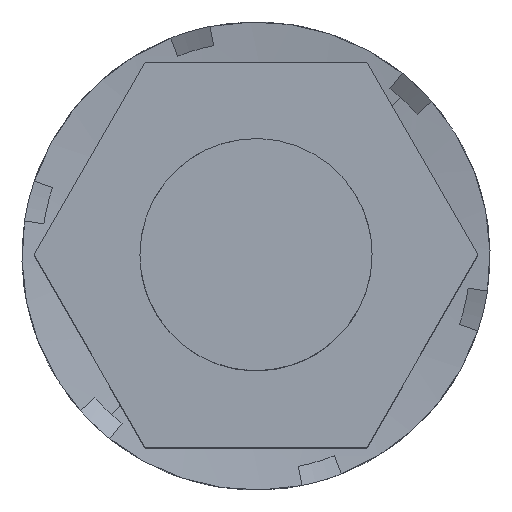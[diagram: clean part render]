
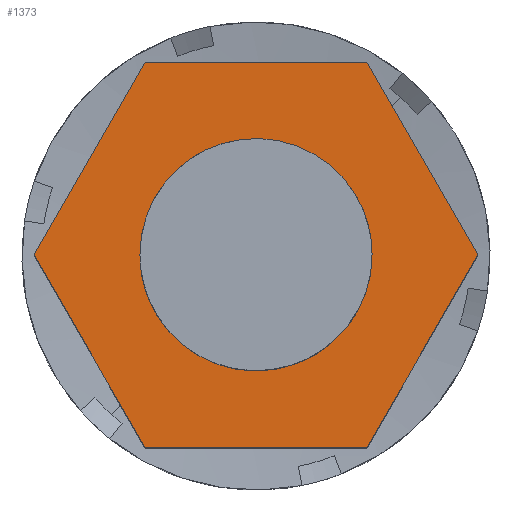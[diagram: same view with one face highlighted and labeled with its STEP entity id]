
A CAD part, top view. The second image highlights one B-rep face of the part: STEP entity #1373.
In plain terms, the highlighted planar face has unit normal (0, 0, 1).
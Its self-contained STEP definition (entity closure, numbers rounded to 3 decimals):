
#133=AXIS2_PLACEMENT_3D('Circle Axis2P3D',#131,#132,$) ;
#182=AXIS2_PLACEMENT_3D('Circle Axis2P3D',#180,#181,$) ;
#1321=AXIS2_PLACEMENT_3D('Plane Axis2P3D',#1318,#1319,#1320) ;
#121=CARTESIAN_POINT('Vertex',(3.1,6.15,37.6)) ;
#128=CARTESIAN_POINT('Vertex',(9.2,6.15,37.6)) ;
#131=CARTESIAN_POINT('Axis2P3D Location',(6.15,6.15,37.6)) ;
#180=CARTESIAN_POINT('Axis2P3D Location',(6.15,6.15,37.6)) ;
#1318=CARTESIAN_POINT('Axis2P3D Location',(6.15,6.15,37.6)) ;
#1323=CARTESIAN_POINT('Line Origine',(6.15,11.2,37.6)) ;
#1327=CARTESIAN_POINT('Vertex',(3.234,11.2,37.6)) ;
#1329=CARTESIAN_POINT('Vertex',(9.066,11.2,37.6)) ;
#1333=CARTESIAN_POINT('Control Point',(0.319,6.15,37.6)) ;
#1334=CARTESIAN_POINT('Control Point',(3.234,11.2,37.6)) ;
#1335=CARTESIAN_POINT('Vertex',(0.319,6.15,37.6)) ;
#1339=CARTESIAN_POINT('Control Point',(3.234,1.1,37.6)) ;
#1340=CARTESIAN_POINT('Control Point',(0.319,6.15,37.6)) ;
#1341=CARTESIAN_POINT('Vertex',(3.234,1.1,37.6)) ;
#1344=CARTESIAN_POINT('Line Origine',(6.15,1.1,37.6)) ;
#1348=CARTESIAN_POINT('Vertex',(9.066,1.1,37.6)) ;
#1352=CARTESIAN_POINT('Control Point',(11.981,6.15,37.6)) ;
#1353=CARTESIAN_POINT('Control Point',(9.066,1.1,37.6)) ;
#1354=CARTESIAN_POINT('Vertex',(11.981,6.15,37.6)) ;
#1358=CARTESIAN_POINT('Control Point',(9.066,11.2,37.6)) ;
#1359=CARTESIAN_POINT('Control Point',(11.981,6.15,37.6)) ;
#132=DIRECTION('Axis2P3D Direction',(0.,0.,-1.)) ;
#181=DIRECTION('Axis2P3D Direction',(0.,0.,-1.)) ;
#1319=DIRECTION('Axis2P3D Direction',(0.,0.,-1.)) ;
#1320=DIRECTION('Axis2P3D XDirection',(0.,-1.,0.)) ;
#1324=DIRECTION('Vector Direction',(-1.,0.,0.)) ;
#1345=DIRECTION('Vector Direction',(-1.,0.,0.)) ;
#1325=VECTOR('Line Direction',#1324,1.) ;
#1346=VECTOR('Line Direction',#1345,1.) ;
#1362=ORIENTED_EDGE('',*,*,#1331,.F.) ;
#1363=ORIENTED_EDGE('',*,*,#1337,.F.) ;
#1364=ORIENTED_EDGE('',*,*,#1343,.F.) ;
#1365=ORIENTED_EDGE('',*,*,#1350,.F.) ;
#1366=ORIENTED_EDGE('',*,*,#1356,.F.) ;
#1367=ORIENTED_EDGE('',*,*,#1360,.F.) ;
#1370=ORIENTED_EDGE('',*,*,#184,.T.) ;
#1371=ORIENTED_EDGE('',*,*,#135,.T.) ;
#1372=FACE_BOUND('',#1369,.T.) ;
#1373=ADVANCED_FACE('Hauptk\X2\00F6\X0\rper',(#1368,#1372),#1322,.F.) ;
#1332=B_SPLINE_CURVE_WITH_KNOTS('',1,(#1333,#1334),.UNSPECIFIED.,.F.,.U.,(2,2),(-2.916,2.916),.UNSPECIFIED.) ;
#1338=B_SPLINE_CURVE_WITH_KNOTS('',1,(#1339,#1340),.UNSPECIFIED.,.F.,.U.,(2,2),(-2.916,2.916),.UNSPECIFIED.) ;
#1351=B_SPLINE_CURVE_WITH_KNOTS('',1,(#1352,#1353),.UNSPECIFIED.,.F.,.U.,(2,2),(-2.916,2.916),.UNSPECIFIED.) ;
#1357=B_SPLINE_CURVE_WITH_KNOTS('',1,(#1358,#1359),.UNSPECIFIED.,.F.,.U.,(2,2),(-2.916,2.916),.UNSPECIFIED.) ;
#134=CIRCLE('generated circle',#133,3.05) ;
#183=CIRCLE('generated circle',#182,3.05) ;
#135=EDGE_CURVE('',#122,#129,#134,.T.) ;
#184=EDGE_CURVE('',#129,#122,#183,.T.) ;
#1331=EDGE_CURVE('',#1328,#1330,#1326,.F.) ;
#1337=EDGE_CURVE('',#1336,#1328,#1332,.T.) ;
#1343=EDGE_CURVE('',#1342,#1336,#1338,.T.) ;
#1350=EDGE_CURVE('',#1349,#1342,#1347,.T.) ;
#1356=EDGE_CURVE('',#1355,#1349,#1351,.T.) ;
#1360=EDGE_CURVE('',#1330,#1355,#1357,.T.) ;
#1361=EDGE_LOOP('',(#1362,#1363,#1364,#1365,#1366,#1367)) ;
#1369=EDGE_LOOP('',(#1370,#1371)) ;
#1368=FACE_OUTER_BOUND('',#1361,.T.) ;
#1326=LINE('Line',#1323,#1325) ;
#1347=LINE('Line',#1344,#1346) ;
#1322=PLANE('',#1321) ;
#122=VERTEX_POINT('',#121) ;
#129=VERTEX_POINT('',#128) ;
#1328=VERTEX_POINT('',#1327) ;
#1330=VERTEX_POINT('',#1329) ;
#1336=VERTEX_POINT('',#1335) ;
#1342=VERTEX_POINT('',#1341) ;
#1349=VERTEX_POINT('',#1348) ;
#1355=VERTEX_POINT('',#1354) ;
